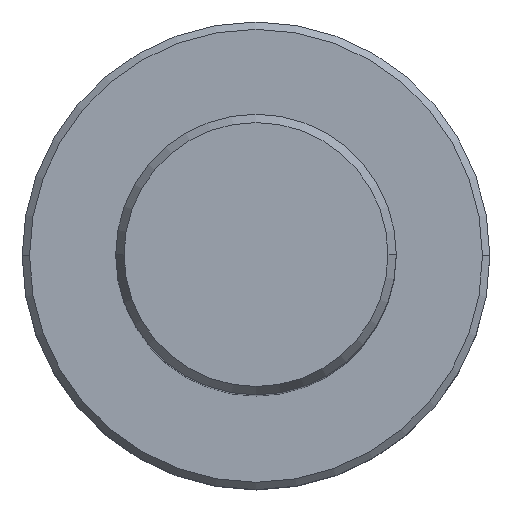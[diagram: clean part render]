
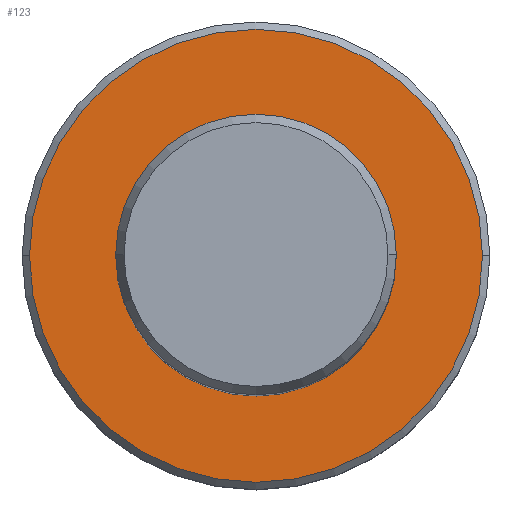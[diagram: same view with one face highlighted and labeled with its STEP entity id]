
A CAD part, top view. The second image highlights one B-rep face of the part: STEP entity #123.
In plain terms, the highlighted planar face has unit normal (0, 0, 1).
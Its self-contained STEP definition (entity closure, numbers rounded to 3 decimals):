
#28=PLANE('',#952);
#31=FACE_BOUND('',#234,.T.);
#32=FACE_BOUND('',#235,.T.);
#123=ADVANCED_FACE('',(#31,#32),#28,.T.);
#234=EDGE_LOOP('',(#396,#397));
#235=EDGE_LOOP('',(#398,#399));
#396=ORIENTED_EDGE('',*,*,#572,.F.);
#397=ORIENTED_EDGE('',*,*,#573,.T.);
#398=ORIENTED_EDGE('',*,*,#568,.F.);
#399=ORIENTED_EDGE('',*,*,#571,.T.);
#482=VERTEX_POINT('',#1734);
#483=VERTEX_POINT('',#1735);
#484=VERTEX_POINT('',#1742);
#485=VERTEX_POINT('',#1743);
#568=EDGE_CURVE('',#482,#483,#674,.T.);
#571=EDGE_CURVE('',#482,#483,#675,.T.);
#572=EDGE_CURVE('',#484,#485,#676,.T.);
#573=EDGE_CURVE('',#484,#485,#677,.T.);
#674=CIRCLE('',#946,9.025);
#675=CIRCLE('',#948,9.025);
#676=CIRCLE('',#950,15.375);
#677=CIRCLE('',#951,15.375);
#946=AXIS2_PLACEMENT_3D('',#1733,#1188,#1189);
#948=AXIS2_PLACEMENT_3D('',#1739,#1194,#1195);
#950=AXIS2_PLACEMENT_3D('',#1741,#1198,#1199);
#951=AXIS2_PLACEMENT_3D('',#1744,#1200,#1201);
#952=AXIS2_PLACEMENT_3D('',#1745,#1202,#1203);
#1188=DIRECTION('',(0.,0.,1.));
#1189=DIRECTION('',(1.,0.,0.));
#1194=DIRECTION('',(0.,0.,-1.));
#1195=DIRECTION('',(1.,0.,0.));
#1198=DIRECTION('',(0.,0.,-1.));
#1199=DIRECTION('',(1.,0.,0.));
#1200=DIRECTION('',(0.,0.,1.));
#1201=DIRECTION('',(1.,0.,0.));
#1202=DIRECTION('',(0.,0.,1.));
#1203=DIRECTION('',(1.,0.,0.));
#1733=CARTESIAN_POINT('',(0.,0.,0.));
#1734=CARTESIAN_POINT('',(9.025,0.,0.));
#1735=CARTESIAN_POINT('',(-9.025,0.,0.));
#1739=CARTESIAN_POINT('',(0.,0.,0.));
#1741=CARTESIAN_POINT('',(0.,0.,0.));
#1742=CARTESIAN_POINT('',(15.375,0.,0.));
#1743=CARTESIAN_POINT('',(-15.375,0.,0.));
#1744=CARTESIAN_POINT('',(0.,0.,0.));
#1745=CARTESIAN_POINT('',(0.,0.,0.));
